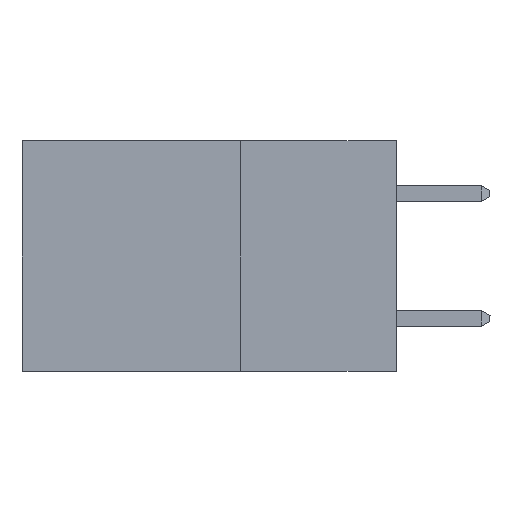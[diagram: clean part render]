
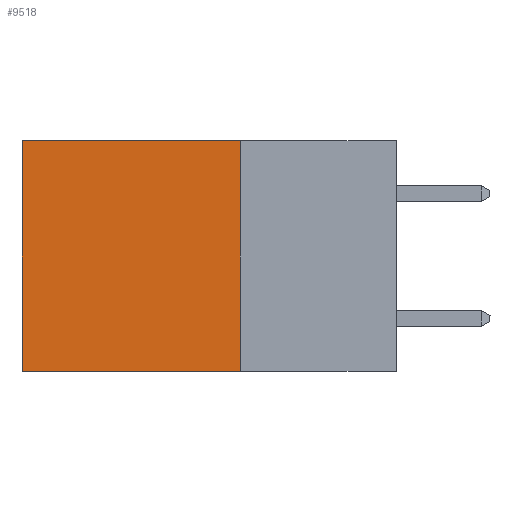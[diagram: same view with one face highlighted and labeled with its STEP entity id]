
A CAD part, left-side view. The second image highlights one B-rep face of the part: STEP entity #9518.
In plain terms, the highlighted planar face has unit normal (-1, 0, 0).
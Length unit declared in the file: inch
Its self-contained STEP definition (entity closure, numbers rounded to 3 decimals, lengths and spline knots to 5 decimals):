
#59 = DIRECTION ( 'NONE',  ( 0., 0., -1. ) ) ;
#323 = DIRECTION ( 'NONE',  ( 0., 1., 0. ) ) ;
#560 = DIRECTION ( 'NONE',  ( 1., 0., 0. ) ) ;
#964 = VERTEX_POINT ( 'NONE', #3900 ) ;
#1075 = CARTESIAN_POINT ( 'NONE',  ( 0.2615, 0.25, -0.37 ) ) ;
#1117 = ORIENTED_EDGE ( 'NONE', *, *, #12707, .F. ) ;
#1532 = EDGE_LOOP ( 'NONE', ( #12062, #9078, #1117, #1884 ) ) ;
#1884 = ORIENTED_EDGE ( 'NONE', *, *, #11448, .T. ) ;
#1932 = CARTESIAN_POINT ( 'NONE',  ( 0.2615, 0.6, -0.37 ) ) ;
#2969 = CARTESIAN_POINT ( 'NONE',  ( 0.2615, 0.25, 0. ) ) ;
#3692 = LINE ( 'NONE', #1932, #10649 ) ;
#3868 = VERTEX_POINT ( 'NONE', #10868 ) ;
#3900 = CARTESIAN_POINT ( 'NONE',  ( 0.2615, 0.25, 0. ) ) ;
#4585 = EDGE_CURVE ( 'NONE', #3868, #11190, #8799, .T. ) ;
#5064 = VECTOR ( 'NONE', #59, 39.37008 ) ;
#5488 = PLANE ( 'NONE',  #8558 ) ;
#5660 = EDGE_CURVE ( 'NONE', #6714, #11190, #3692, .T. ) ;
#6412 = CARTESIAN_POINT ( 'NONE',  ( 0.2615, 0.25, -0.37 ) ) ;
#6597 = VECTOR ( 'NONE', #10890, 39.37008 ) ;
#6714 = VERTEX_POINT ( 'NONE', #11491 ) ;
#6905 = LINE ( 'NONE', #2969, #6597 ) ;
#7004 = FACE_OUTER_BOUND ( 'NONE', #1532, .T. ) ;
#7457 = DIRECTION ( 'NONE',  ( 0., 0., -1. ) ) ;
#7676 = LINE ( 'NONE', #1075, #5064 ) ;
#8558 = AXIS2_PLACEMENT_3D ( 'NONE', #6412, #560, #7457 ) ;
#8799 = LINE ( 'NONE', #10198, #11473 ) ;
#9078 = ORIENTED_EDGE ( 'NONE', *, *, #4585, .F. ) ;
#9518 = ADVANCED_FACE ( 'NONE', ( #7004 ), #5488, .F. ) ;
#9831 = DIRECTION ( 'NONE',  ( 0., 0., -1. ) ) ;
#10198 = CARTESIAN_POINT ( 'NONE',  ( 0.2615, 0.25, -0.37 ) ) ;
#10649 = VECTOR ( 'NONE', #9831, 39.37008 ) ;
#10868 = CARTESIAN_POINT ( 'NONE',  ( 0.2615, 0.25, -0.37 ) ) ;
#10890 = DIRECTION ( 'NONE',  ( 0., 1., 0. ) ) ;
#11190 = VERTEX_POINT ( 'NONE', #11538 ) ;
#11448 = EDGE_CURVE ( 'NONE', #964, #6714, #6905, .T. ) ;
#11473 = VECTOR ( 'NONE', #323, 39.37008 ) ;
#11491 = CARTESIAN_POINT ( 'NONE',  ( 0.2615, 0.6, 0. ) ) ;
#11538 = CARTESIAN_POINT ( 'NONE',  ( 0.2615, 0.6, -0.37 ) ) ;
#12062 = ORIENTED_EDGE ( 'NONE', *, *, #5660, .T. ) ;
#12707 = EDGE_CURVE ( 'NONE', #964, #3868, #7676, .T. ) ;
